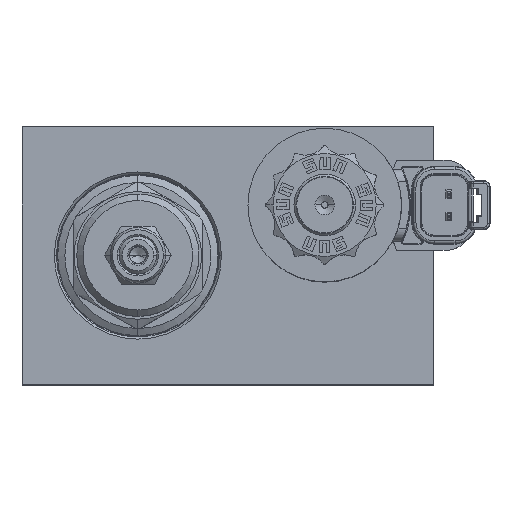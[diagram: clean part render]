
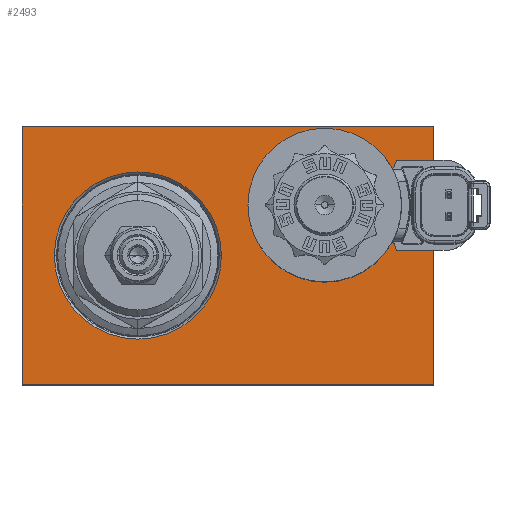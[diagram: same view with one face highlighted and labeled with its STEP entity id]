
A CAD part, top view. The second image highlights one B-rep face of the part: STEP entity #2493.
In plain terms, the highlighted planar face has unit normal (0, 0, 1).
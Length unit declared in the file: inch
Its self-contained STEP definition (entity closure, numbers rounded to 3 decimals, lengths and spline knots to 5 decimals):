
#93=DIRECTION('',(0.,-1.,0.));
#94=VECTOR('',#93,2.5);
#95=CARTESIAN_POINT('',(0.,0.,5.));
#96=LINE('',#95,#94);
#97=DIRECTION('',(-1.,0.,0.));
#98=VECTOR('',#97,4.);
#99=CARTESIAN_POINT('',(4.,0.,5.));
#100=LINE('',#99,#98);
#101=DIRECTION('',(0.,1.,0.));
#102=VECTOR('',#101,2.5);
#103=CARTESIAN_POINT('',(4.,-2.5,5.));
#104=LINE('',#103,#102);
#105=DIRECTION('',(1.,0.,0.));
#106=VECTOR('',#105,4.);
#107=CARTESIAN_POINT('',(0.,-2.5,5.));
#108=LINE('',#107,#106);
#109=CARTESIAN_POINT('',(1.126,-1.25,5.));
#110=DIRECTION('',(0.,0.,-1.));
#111=DIRECTION('',(-1.,0.,0.));
#112=AXIS2_PLACEMENT_3D('',#109,#110,#111);
#114=CARTESIAN_POINT('',(1.126,-1.25,5.));
#115=DIRECTION('',(0.,0.,-1.));
#116=DIRECTION('',(1.,0.,0.));
#117=AXIS2_PLACEMENT_3D('',#114,#115,#116);
#119=CARTESIAN_POINT('',(2.942,-0.764,5.));
#120=DIRECTION('',(0.,0.,-1.));
#121=DIRECTION('',(-1.,0.,0.));
#122=AXIS2_PLACEMENT_3D('',#119,#120,#121);
#124=CARTESIAN_POINT('',(2.942,-0.764,5.));
#125=DIRECTION('',(0.,0.,-1.));
#126=DIRECTION('',(1.,0.,0.));
#127=AXIS2_PLACEMENT_3D('',#124,#125,#126);
#2085=CARTESIAN_POINT('',(0.,0.,5.));
#2086=CARTESIAN_POINT('',(0.,-2.5,5.));
#2087=VERTEX_POINT('',#2085);
#2088=VERTEX_POINT('',#2086);
#2089=CARTESIAN_POINT('',(4.,-2.5,5.));
#2090=VERTEX_POINT('',#2089);
#2091=CARTESIAN_POINT('',(4.,0.,5.));
#2092=VERTEX_POINT('',#2091);
#2145=CARTESIAN_POINT('',(0.314,-1.25,5.));
#2146=CARTESIAN_POINT('',(1.938,-1.25,5.));
#2147=VERTEX_POINT('',#2145);
#2148=VERTEX_POINT('',#2146);
#2185=CARTESIAN_POINT('',(3.2945,-0.764,5.));
#2186=VERTEX_POINT('',#2185);
#2199=CARTESIAN_POINT('',(2.5895,-0.764,5.));
#2200=VERTEX_POINT('',#2199);
#2470=CARTESIAN_POINT('',(0.,0.,5.));
#2471=DIRECTION('',(0.,0.,1.));
#2472=DIRECTION('',(1.,0.,0.));
#2473=AXIS2_PLACEMENT_3D('',#2470,#2471,#2472);
#2474=PLANE('',#2473);
#2475=ORIENTED_EDGE('',*,*,#2398,.F.);
#2476=ORIENTED_EDGE('',*,*,#2419,.F.);
#2477=ORIENTED_EDGE('',*,*,#2439,.F.);
#2478=ORIENTED_EDGE('',*,*,#2458,.F.);
#2479=EDGE_LOOP('',(#2475,#2476,#2477,#2478));
#2480=FACE_OUTER_BOUND('',#2479,.F.);
#2482=ORIENTED_EDGE('',*,*,#2481,.F.);
#2484=ORIENTED_EDGE('',*,*,#2483,.F.);
#2485=EDGE_LOOP('',(#2482,#2484));
#2486=FACE_BOUND('',#2485,.F.);
#2488=ORIENTED_EDGE('',*,*,#2487,.F.);
#2490=ORIENTED_EDGE('',*,*,#2489,.F.);
#2491=EDGE_LOOP('',(#2488,#2490));
#2492=FACE_BOUND('',#2491,.F.);
#2493=ADVANCED_FACE('',(#2480,#2486,#2492),#2474,.T.);
#113=CIRCLE('',#112,0.812);
#118=CIRCLE('',#117,0.812);
#123=CIRCLE('',#122,0.3525);
#128=CIRCLE('',#127,0.3525);
#2398=EDGE_CURVE('',#2087,#2088,#96,.T.);
#2419=EDGE_CURVE('',#2092,#2087,#100,.T.);
#2439=EDGE_CURVE('',#2090,#2092,#104,.T.);
#2458=EDGE_CURVE('',#2088,#2090,#108,.T.);
#2481=EDGE_CURVE('',#2147,#2148,#113,.T.);
#2483=EDGE_CURVE('',#2148,#2147,#118,.T.);
#2487=EDGE_CURVE('',#2200,#2186,#123,.T.);
#2489=EDGE_CURVE('',#2186,#2200,#128,.T.);
